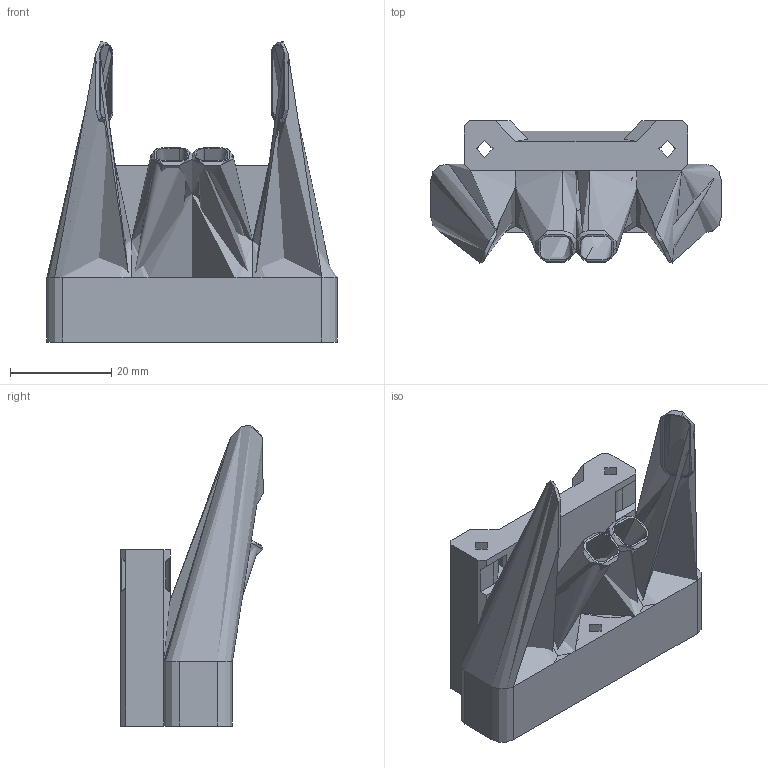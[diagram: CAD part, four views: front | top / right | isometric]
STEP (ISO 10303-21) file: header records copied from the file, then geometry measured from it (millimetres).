
FILE_DESCRIPTION(/* description */ (''),/* implementation_level */ '2;1');
FILE_NAME(/* name */ 'Bottom - Trihorn.step',/* time_stamp */ '2023-04-04T14:21:39-05:00',/* author */ (''),/* organization */ (''),/* preprocessor_version */ 'ST-DEVELOPER v19.2',/* originating_system */ 'Autodesk Translation Framework v11.17.0.187',/* authorisation */ '');
FILE_SCHEMA (('AUTOMOTIVE_DESIGN { 1 0 10303 214 3 1 1 }'));
Products named in the file (3): Bottom - Trihorn; bottom_trihorns_fi; PN596
Assembly tree (2 placements, depth 2):
  Bottom - Trihorn
    bottom_trihorns_fi
    PN596
Bounding box: 57.2 x 28.04 x 59.16 mm (x, y, z)
Volume: 38.4 mm3
Topology: 1 solids, 6 shells, 256 faces, 848 edges, 584 vertices
Faces by surface type: bspline 106, plane 87, cylinder 60, cone 3
Full cylindrical faces by diameter (mm): 2.9 x1, 3.3 x3, 4.2 x1, 4.25 x1, 4.6 x1, 4.7 x1
Entity records: 44580 total; most frequent: CARTESIAN_POINT 37859, ORIENTED_EDGE 1666, DIRECTION 1021, EDGE_CURVE 833, VERTEX_POINT 580, AXIS2_PLACEMENT_3D 375, B_SPLINE_CURVE_WITH_KNOTS 335, EDGE_LOOP 277
